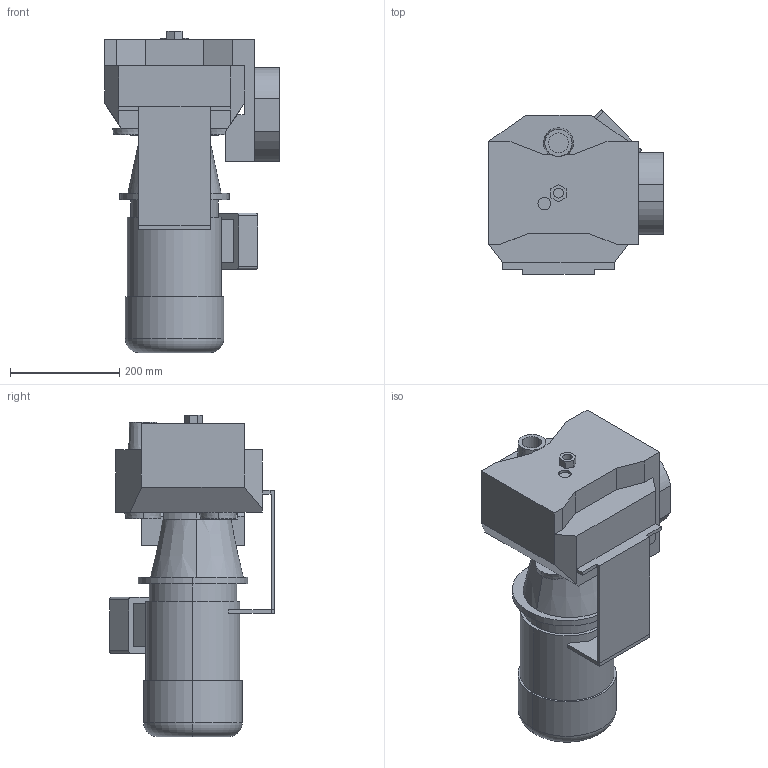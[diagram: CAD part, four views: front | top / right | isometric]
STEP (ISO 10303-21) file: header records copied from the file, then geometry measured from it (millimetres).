
FILE_DESCRIPTION (( 'STEP AP203' ), '1' );
FILE_NAME ('GVSU-500B.STEP', '2018-09-18T16:01:14', ( '' ), ( '' ), 'SwSTEP 2.0', 'SolidWorks 2018', '' );
FILE_SCHEMA (( 'CONFIG_CONTROL_DESIGN' ));
Length unit declared in the file: millimetre
Products named in the file (1): GVSU-500B
Bounding box: 319 x 301.38 x 587 mm (x, y, z)
Volume: 21606166.3 mm3; surface area: 796991.5 mm2
Topology: 3 solids, 3 shells, 130 faces, 331 edges, 216 vertices
Faces by surface type: plane 95, cylinder 20, cone 10, bspline 3, torus 2
Entity records: 3994 total; most frequent: CARTESIAN_POINT 739, ORIENTED_EDGE 662, DIRECTION 647, EDGE_CURVE 331, LINE 239, VECTOR 239, VERTEX_POINT 216, AXIS2_PLACEMENT_3D 204
